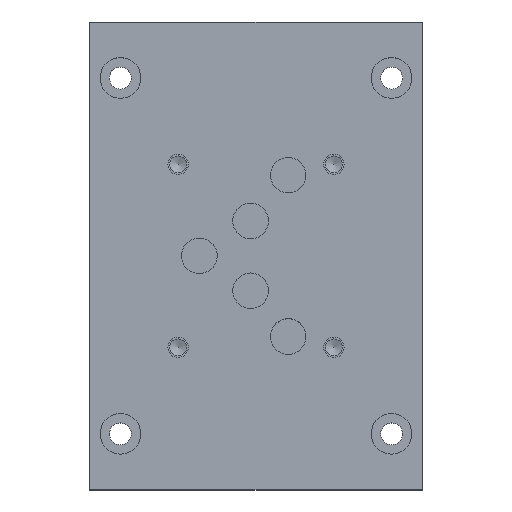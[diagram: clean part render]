
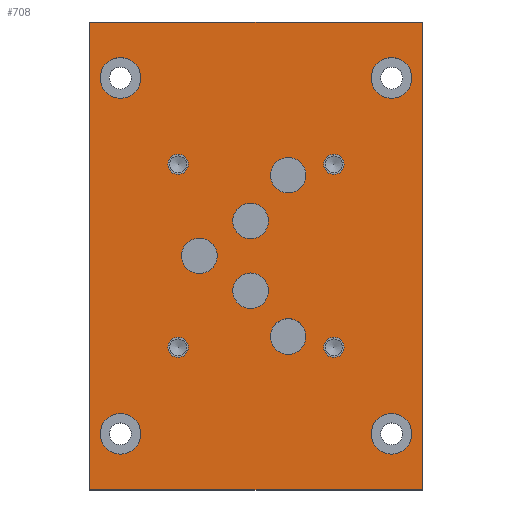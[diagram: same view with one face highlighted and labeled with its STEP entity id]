
A CAD part, top view. The second image highlights one B-rep face of the part: STEP entity #708.
In plain terms, the highlighted planar face has unit normal (0, 0, 1).
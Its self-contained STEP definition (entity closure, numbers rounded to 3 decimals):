
#60=LINE('',#1171,#72);
#63=LINE('',#1177,#75);
#66=LINE('',#1183,#78);
#68=LINE('',#1186,#80);
#72=VECTOR('',#928,1000.);
#75=VECTOR('',#933,1000.);
#78=VECTOR('',#938,1000.);
#80=VECTOR('',#942,1000.);
#118=ORIENTED_EDGE('',*,*,#233,.T.);
#119=ORIENTED_EDGE('',*,*,#236,.T.);
#120=ORIENTED_EDGE('',*,*,#239,.T.);
#121=ORIENTED_EDGE('',*,*,#241,.T.);
#122=ORIENTED_EDGE('',*,*,#250,.T.);
#123=ORIENTED_EDGE('',*,*,#251,.T.);
#124=ORIENTED_EDGE('',*,*,#252,.T.);
#125=ORIENTED_EDGE('',*,*,#253,.T.);
#126=ORIENTED_EDGE('',*,*,#254,.T.);
#127=ORIENTED_EDGE('',*,*,#255,.T.);
#128=ORIENTED_EDGE('',*,*,#256,.T.);
#129=ORIENTED_EDGE('',*,*,#257,.T.);
#130=ORIENTED_EDGE('',*,*,#258,.T.);
#131=ORIENTED_EDGE('',*,*,#259,.T.);
#132=ORIENTED_EDGE('',*,*,#260,.T.);
#133=ORIENTED_EDGE('',*,*,#261,.T.);
#134=ORIENTED_EDGE('',*,*,#262,.T.);
#233=EDGE_CURVE('',#300,#303,#60,.T.);
#236=EDGE_CURVE('',#303,#305,#63,.T.);
#239=EDGE_CURVE('',#305,#307,#66,.T.);
#241=EDGE_CURVE('',#307,#300,#68,.T.);
#250=EDGE_CURVE('',#316,#316,#378,.T.);
#251=EDGE_CURVE('',#317,#317,#379,.T.);
#252=EDGE_CURVE('',#318,#318,#380,.T.);
#253=EDGE_CURVE('',#319,#319,#381,.T.);
#254=EDGE_CURVE('',#320,#320,#382,.T.);
#255=EDGE_CURVE('',#321,#321,#383,.T.);
#256=EDGE_CURVE('',#322,#322,#384,.T.);
#257=EDGE_CURVE('',#323,#323,#385,.T.);
#258=EDGE_CURVE('',#324,#324,#386,.T.);
#259=EDGE_CURVE('',#325,#325,#387,.T.);
#260=EDGE_CURVE('',#326,#326,#388,.T.);
#261=EDGE_CURVE('',#327,#327,#389,.T.);
#262=EDGE_CURVE('',#328,#328,#390,.T.);
#300=VERTEX_POINT('',#1165);
#303=VERTEX_POINT('',#1170);
#305=VERTEX_POINT('',#1176);
#307=VERTEX_POINT('',#1182);
#316=VERTEX_POINT('',#1206);
#317=VERTEX_POINT('',#1208);
#318=VERTEX_POINT('',#1210);
#319=VERTEX_POINT('',#1212);
#320=VERTEX_POINT('',#1214);
#321=VERTEX_POINT('',#1216);
#322=VERTEX_POINT('',#1218);
#323=VERTEX_POINT('',#1220);
#324=VERTEX_POINT('',#1222);
#325=VERTEX_POINT('',#1224);
#326=VERTEX_POINT('',#1226);
#327=VERTEX_POINT('',#1228);
#328=VERTEX_POINT('',#1230);
#378=CIRCLE('',#799,5.25);
#379=CIRCLE('',#800,5.25);
#380=CIRCLE('',#801,5.25);
#381=CIRCLE('',#802,5.25);
#382=CIRCLE('',#803,5.25);
#383=CIRCLE('',#804,6.);
#384=CIRCLE('',#805,6.);
#385=CIRCLE('',#806,3.);
#386=CIRCLE('',#807,3.);
#387=CIRCLE('',#808,6.);
#388=CIRCLE('',#809,6.);
#389=CIRCLE('',#810,3.);
#390=CIRCLE('',#811,3.);
#441=EDGE_LOOP('',(#118,#119,#120,#121));
#442=EDGE_LOOP('',(#122));
#443=EDGE_LOOP('',(#123));
#444=EDGE_LOOP('',(#124));
#445=EDGE_LOOP('',(#125));
#446=EDGE_LOOP('',(#126));
#447=EDGE_LOOP('',(#127));
#448=EDGE_LOOP('',(#128));
#449=EDGE_LOOP('',(#129));
#450=EDGE_LOOP('',(#130));
#451=EDGE_LOOP('',(#131));
#452=EDGE_LOOP('',(#132));
#453=EDGE_LOOP('',(#133));
#454=EDGE_LOOP('',(#134));
#563=FACE_BOUND('',#441,.T.);
#564=FACE_BOUND('',#442,.T.);
#565=FACE_BOUND('',#443,.T.);
#566=FACE_BOUND('',#444,.T.);
#567=FACE_BOUND('',#445,.T.);
#568=FACE_BOUND('',#446,.T.);
#569=FACE_BOUND('',#447,.T.);
#570=FACE_BOUND('',#448,.T.);
#571=FACE_BOUND('',#449,.T.);
#572=FACE_BOUND('',#450,.T.);
#573=FACE_BOUND('',#451,.T.);
#574=FACE_BOUND('',#452,.T.);
#575=FACE_BOUND('',#453,.T.);
#576=FACE_BOUND('',#454,.T.);
#681=PLANE('',#798);
#708=ADVANCED_FACE('',(#563,#564,#565,#566,#567,#568,#569,#570,#571,#572,
#573,#574,#575,#576),#681,.T.);
#798=AXIS2_PLACEMENT_3D('',#1204,#961,#962);
#799=AXIS2_PLACEMENT_3D('',#1205,#963,#964);
#800=AXIS2_PLACEMENT_3D('',#1207,#965,#966);
#801=AXIS2_PLACEMENT_3D('',#1209,#967,#968);
#802=AXIS2_PLACEMENT_3D('',#1211,#969,#970);
#803=AXIS2_PLACEMENT_3D('',#1213,#971,#972);
#804=AXIS2_PLACEMENT_3D('',#1215,#973,#974);
#805=AXIS2_PLACEMENT_3D('',#1217,#975,#976);
#806=AXIS2_PLACEMENT_3D('',#1219,#977,#978);
#807=AXIS2_PLACEMENT_3D('',#1221,#979,#980);
#808=AXIS2_PLACEMENT_3D('',#1223,#981,#982);
#809=AXIS2_PLACEMENT_3D('',#1225,#983,#984);
#810=AXIS2_PLACEMENT_3D('',#1227,#985,#986);
#811=AXIS2_PLACEMENT_3D('',#1229,#987,#988);
#928=DIRECTION('',(0.,1.,0.));
#933=DIRECTION('',(-1.,0.,0.));
#938=DIRECTION('',(0.,-1.,0.));
#942=DIRECTION('',(1.,0.,0.));
#961=DIRECTION('',(0.,0.,1.));
#962=DIRECTION('',(1.,0.,0.));
#963=DIRECTION('',(0.,0.,-1.));
#964=DIRECTION('',(1.,0.,0.));
#965=DIRECTION('',(0.,0.,-1.));
#966=DIRECTION('',(1.,0.,0.));
#967=DIRECTION('',(0.,0.,-1.));
#968=DIRECTION('',(1.,0.,0.));
#969=DIRECTION('',(0.,0.,-1.));
#970=DIRECTION('',(1.,0.,0.));
#971=DIRECTION('',(0.,0.,-1.));
#972=DIRECTION('',(1.,0.,0.));
#973=DIRECTION('',(0.,0.,-1.));
#974=DIRECTION('',(1.,0.,0.));
#975=DIRECTION('',(0.,0.,-1.));
#976=DIRECTION('',(1.,0.,0.));
#977=DIRECTION('',(0.,0.,-1.));
#978=DIRECTION('',(1.,0.,0.));
#979=DIRECTION('',(0.,0.,-1.));
#980=DIRECTION('',(1.,0.,0.));
#981=DIRECTION('',(0.,0.,-1.));
#982=DIRECTION('',(1.,0.,0.));
#983=DIRECTION('',(0.,0.,-1.));
#984=DIRECTION('',(1.,0.,0.));
#985=DIRECTION('',(0.,0.,-1.));
#986=DIRECTION('',(1.,0.,0.));
#987=DIRECTION('',(0.,0.,-1.));
#988=DIRECTION('',(1.,0.,0.));
#1165=CARTESIAN_POINT('',(389.,0.,95.));
#1170=CARTESIAN_POINT('',(389.,138.,95.));
#1171=CARTESIAN_POINT('',(389.,69.,95.));
#1176=CARTESIAN_POINT('',(291.,138.,95.));
#1177=CARTESIAN_POINT('',(340.,138.,95.));
#1182=CARTESIAN_POINT('',(291.,0.,95.));
#1183=CARTESIAN_POINT('',(291.,69.,95.));
#1186=CARTESIAN_POINT('',(340.,0.,95.));
#1204=CARTESIAN_POINT('',(340.,69.,95.));
#1205=CARTESIAN_POINT('',(338.4,79.3,95.));
#1206=CARTESIAN_POINT('',(343.65,79.3,95.));
#1207=CARTESIAN_POINT('',(349.5,45.2,95.));
#1208=CARTESIAN_POINT('',(354.75,45.2,95.));
#1209=CARTESIAN_POINT('',(323.3,69.,95.));
#1210=CARTESIAN_POINT('',(328.55,69.,95.));
#1211=CARTESIAN_POINT('',(338.4,58.7,95.));
#1212=CARTESIAN_POINT('',(343.65,58.7,95.));
#1213=CARTESIAN_POINT('',(349.5,92.8,95.));
#1214=CARTESIAN_POINT('',(354.75,92.8,95.));
#1215=CARTESIAN_POINT('',(300.,16.5,95.));
#1216=CARTESIAN_POINT('',(306.,16.5,95.));
#1217=CARTESIAN_POINT('',(380.,16.5,95.));
#1218=CARTESIAN_POINT('',(386.,16.5,95.));
#1219=CARTESIAN_POINT('',(317.,42.,95.));
#1220=CARTESIAN_POINT('',(320.,42.,95.));
#1221=CARTESIAN_POINT('',(363.,42.,95.));
#1222=CARTESIAN_POINT('',(366.,42.,95.));
#1223=CARTESIAN_POINT('',(300.,121.5,95.));
#1224=CARTESIAN_POINT('',(306.,121.5,95.));
#1225=CARTESIAN_POINT('',(380.,121.5,95.));
#1226=CARTESIAN_POINT('',(386.,121.5,95.));
#1227=CARTESIAN_POINT('',(317.,96.,95.));
#1228=CARTESIAN_POINT('',(320.,96.,95.));
#1229=CARTESIAN_POINT('',(363.,96.,95.));
#1230=CARTESIAN_POINT('',(366.,96.,95.));
